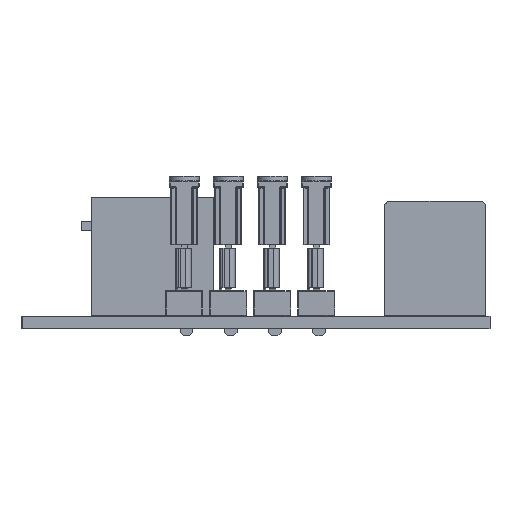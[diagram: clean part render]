
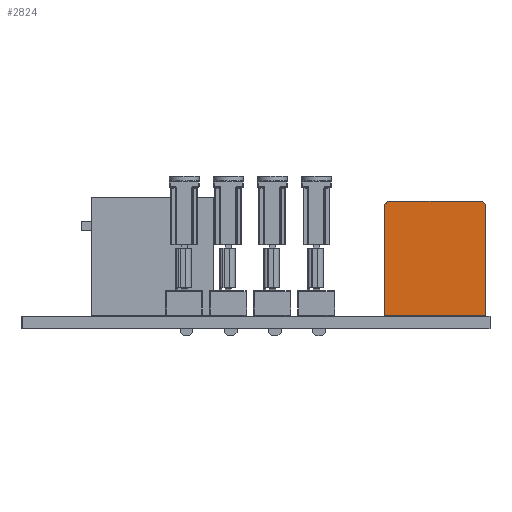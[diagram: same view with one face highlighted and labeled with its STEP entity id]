
A CAD part, front view. The second image highlights one B-rep face of the part: STEP entity #2824.
In plain terms, the highlighted free-form (B-spline) face has degree [1, 1] with [2, 2] control points.
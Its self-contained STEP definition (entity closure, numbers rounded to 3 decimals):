
#1143 = B_SPLINE_SURFACE_WITH_KNOTS('',1,1,(
    (#1144,#1145)
    ,(#1146,#1147
    )),.UNSPECIFIED.,.F.,.F.,.F.,(2,2),(2,2),(-10.,10.),(-8.05,8.05),
  .PIECEWISE_BEZIER_KNOTS.);
#1144 = CARTESIAN_POINT('',(0.,0.,0.));
#1145 = CARTESIAN_POINT('',(0.,12.88,0.));
#1146 = CARTESIAN_POINT('',(16.,0.,0.));
#1147 = CARTESIAN_POINT('',(16.,12.88,0.));
#1178 = VERTEX_POINT('',#1179);
#1179 = CARTESIAN_POINT('',(0.,12.88,0.));
#1191 = B_SPLINE_SURFACE_WITH_KNOTS('',1,1,(
    (#1192,#1193)
    ,(#1194,#1195
    )),.UNSPECIFIED.,.F.,.F.,.F.,(2,2),(2,2),(-18.2,-1.),(-10.,-8.6),
  .PIECEWISE_BEZIER_KNOTS.);
#1192 = CARTESIAN_POINT('',(0.,12.88,0.));
#1193 = CARTESIAN_POINT('',(1.12,12.88,0.));
#1194 = CARTESIAN_POINT('',(0.,12.88,13.76));
#1195 = CARTESIAN_POINT('',(1.12,12.88,13.76));
#1202 = EDGE_CURVE('',#1203,#1178,#1205,.T.);
#1203 = VERTEX_POINT('',#1204);
#1204 = CARTESIAN_POINT('',(0.,0.,0.));
#1205 = SURFACE_CURVE('',#1206,(#1209,#1215),.PCURVE_S1.);
#1206 = B_SPLINE_CURVE_WITH_KNOTS('',1,(#1207,#1208),.UNSPECIFIED.,.F.,
  .F.,(2,2),(-8.05,8.05),.PIECEWISE_BEZIER_KNOTS.);
#1207 = CARTESIAN_POINT('',(0.,0.,0.));
#1208 = CARTESIAN_POINT('',(0.,12.88,0.));
#1209 = PCURVE('',#1143,#1210);
#1210 = DEFINITIONAL_REPRESENTATION('',(#1211),#1214);
#1211 = B_SPLINE_CURVE_WITH_KNOTS('',1,(#1212,#1213),.UNSPECIFIED.,.F.,
  .F.,(2,2),(-8.05,8.05),.PIECEWISE_BEZIER_KNOTS.);
#1212 = CARTESIAN_POINT('',(-10.,-8.05));
#1213 = CARTESIAN_POINT('',(-10.,8.05));
#1214 = ( GEOMETRIC_REPRESENTATION_CONTEXT(2) 
PARAMETRIC_REPRESENTATION_CONTEXT() REPRESENTATION_CONTEXT('2D SPACE',''
  ) );
#1215 = PCURVE('',#1216,#1221);
#1216 = B_SPLINE_SURFACE_WITH_KNOTS('',1,1,(
    (#1217,#1218)
    ,(#1219,#1220
    )),.UNSPECIFIED.,.F.,.F.,.F.,(2,2),(2,2),(-18.2,0.),(-8.05,8.05),
  .PIECEWISE_BEZIER_KNOTS.);
#1217 = CARTESIAN_POINT('',(0.,0.,0.));
#1218 = CARTESIAN_POINT('',(0.,12.88,0.));
#1219 = CARTESIAN_POINT('',(0.,0.,14.56));
#1220 = CARTESIAN_POINT('',(0.,12.88,14.56));
#1221 = DEFINITIONAL_REPRESENTATION('',(#1222),#1225);
#1222 = B_SPLINE_CURVE_WITH_KNOTS('',1,(#1223,#1224),.UNSPECIFIED.,.F.,
  .F.,(2,2),(-8.05,8.05),.PIECEWISE_BEZIER_KNOTS.);
#1223 = CARTESIAN_POINT('',(-18.2,-8.05));
#1224 = CARTESIAN_POINT('',(-18.2,8.05));
#1225 = ( GEOMETRIC_REPRESENTATION_CONTEXT(2) 
PARAMETRIC_REPRESENTATION_CONTEXT() REPRESENTATION_CONTEXT('2D SPACE',''
  ) );
#1241 = B_SPLINE_SURFACE_WITH_KNOTS('',1,1,(
    (#1242,#1243)
    ,(#1244,#1245
    )),.UNSPECIFIED.,.F.,.F.,.F.,(2,2),(2,2),(-18.2,-1.),(-10.,-8.6),
  .PIECEWISE_BEZIER_KNOTS.);
#1242 = CARTESIAN_POINT('',(0.,0.,0.));
#1243 = CARTESIAN_POINT('',(1.12,0.,0.));
#1244 = CARTESIAN_POINT('',(0.,0.,13.76));
#1245 = CARTESIAN_POINT('',(1.12,0.,13.76));
#1682 = B_SPLINE_SURFACE_WITH_KNOTS('',1,1,(
    (#1683,#1684)
    ,(#1685,#1686
    )),.UNSPECIFIED.,.F.,.F.,.F.,(2,2),(2,2),(-10.,-8.6),(-7.05,7.05),
  .PIECEWISE_BEZIER_KNOTS.);
#1683 = CARTESIAN_POINT('',(0.,0.8,14.56));
#1684 = CARTESIAN_POINT('',(0.,12.08,14.56));
#1685 = CARTESIAN_POINT('',(1.12,0.8,14.56));
#1686 = CARTESIAN_POINT('',(1.12,12.08,14.56));
#1709 = ( BOUNDED_SURFACE() B_SPLINE_SURFACE(2,1,(
    (#1710,#1711)
    ,(#1712,#1713)
    ,(#1714,#1715
)),.UNSPECIFIED.,.F.,.F.,.F.) B_SPLINE_SURFACE_WITH_KNOTS((3,3),(2,2),(
    3.142,4.712),(8.6,10.),.PIECEWISE_BEZIER_KNOTS.) 
GEOMETRIC_REPRESENTATION_ITEM() RATIONAL_B_SPLINE_SURFACE((
    (1.,1.)
    ,(0.707,0.707)
,(1.,1.))) REPRESENTATION_ITEM('') SURFACE() );
#1710 = CARTESIAN_POINT('',(1.12,12.08,14.56));
#1711 = CARTESIAN_POINT('',(0.,12.08,14.56));
#1712 = CARTESIAN_POINT('',(1.12,12.88,14.56));
#1713 = CARTESIAN_POINT('',(0.,12.88,14.56));
#1714 = CARTESIAN_POINT('',(1.12,12.88,13.76));
#1715 = CARTESIAN_POINT('',(0.,12.88,13.76));
#1797 = ( BOUNDED_SURFACE() B_SPLINE_SURFACE(2,1,(
    (#1798,#1799)
    ,(#1800,#1801)
    ,(#1802,#1803
)),.UNSPECIFIED.,.F.,.F.,.F.) B_SPLINE_SURFACE_WITH_KNOTS((3,3),(2,2),(
    0.,1.571),(-10.,-8.6),.PIECEWISE_BEZIER_KNOTS.) 
GEOMETRIC_REPRESENTATION_ITEM() RATIONAL_B_SPLINE_SURFACE((
    (1.,1.)
    ,(0.707,0.707)
,(1.,1.))) REPRESENTATION_ITEM('') SURFACE() );
#1798 = CARTESIAN_POINT('',(0.,0.8,14.56));
#1799 = CARTESIAN_POINT('',(1.12,0.8,14.56));
#1800 = CARTESIAN_POINT('',(0.,0.,14.56));
#1801 = CARTESIAN_POINT('',(1.12,0.,14.56));
#1802 = CARTESIAN_POINT('',(0.,0.,13.76));
#1803 = CARTESIAN_POINT('',(1.12,0.,13.76));
#1964 = EDGE_CURVE('',#1965,#1178,#1967,.T.);
#1965 = VERTEX_POINT('',#1966);
#1966 = CARTESIAN_POINT('',(0.,12.88,13.76));
#1967 = SURFACE_CURVE('',#1968,(#1971,#1977),.PCURVE_S1.);
#1968 = B_SPLINE_CURVE_WITH_KNOTS('',1,(#1969,#1970),.UNSPECIFIED.,.F.,
  .F.,(2,2),(1.,18.2),.PIECEWISE_BEZIER_KNOTS.);
#1969 = CARTESIAN_POINT('',(0.,12.88,13.76));
#1970 = CARTESIAN_POINT('',(0.,12.88,0.));
#1971 = PCURVE('',#1191,#1972);
#1972 = DEFINITIONAL_REPRESENTATION('',(#1973),#1976);
#1973 = B_SPLINE_CURVE_WITH_KNOTS('',1,(#1974,#1975),.UNSPECIFIED.,.F.,
  .F.,(2,2),(1.,18.2),.PIECEWISE_BEZIER_KNOTS.);
#1974 = CARTESIAN_POINT('',(-1.,-10.));
#1975 = CARTESIAN_POINT('',(-18.2,-10.));
#1976 = ( GEOMETRIC_REPRESENTATION_CONTEXT(2) 
PARAMETRIC_REPRESENTATION_CONTEXT() REPRESENTATION_CONTEXT('2D SPACE',''
  ) );
#1977 = PCURVE('',#1216,#1978);
#1978 = DEFINITIONAL_REPRESENTATION('',(#1979),#1982);
#1979 = B_SPLINE_CURVE_WITH_KNOTS('',1,(#1980,#1981),.UNSPECIFIED.,.F.,
  .F.,(2,2),(1.,18.2),.PIECEWISE_BEZIER_KNOTS.);
#1980 = CARTESIAN_POINT('',(-1.,8.05));
#1981 = CARTESIAN_POINT('',(-18.2,8.05));
#1982 = ( GEOMETRIC_REPRESENTATION_CONTEXT(2) 
PARAMETRIC_REPRESENTATION_CONTEXT() REPRESENTATION_CONTEXT('2D SPACE',''
  ) );
#2388 = EDGE_CURVE('',#2389,#1203,#2391,.T.);
#2389 = VERTEX_POINT('',#2390);
#2390 = CARTESIAN_POINT('',(0.,0.,13.76));
#2391 = SURFACE_CURVE('',#2392,(#2395,#2401),.PCURVE_S1.);
#2392 = B_SPLINE_CURVE_WITH_KNOTS('',1,(#2393,#2394),.UNSPECIFIED.,.F.,
  .F.,(2,2),(1.,18.2),.PIECEWISE_BEZIER_KNOTS.);
#2393 = CARTESIAN_POINT('',(0.,0.,13.76));
#2394 = CARTESIAN_POINT('',(0.,0.,0.));
#2395 = PCURVE('',#1241,#2396);
#2396 = DEFINITIONAL_REPRESENTATION('',(#2397),#2400);
#2397 = B_SPLINE_CURVE_WITH_KNOTS('',1,(#2398,#2399),.UNSPECIFIED.,.F.,
  .F.,(2,2),(1.,18.2),.PIECEWISE_BEZIER_KNOTS.);
#2398 = CARTESIAN_POINT('',(-1.,-10.));
#2399 = CARTESIAN_POINT('',(-18.2,-10.));
#2400 = ( GEOMETRIC_REPRESENTATION_CONTEXT(2) 
PARAMETRIC_REPRESENTATION_CONTEXT() REPRESENTATION_CONTEXT('2D SPACE',''
  ) );
#2401 = PCURVE('',#1216,#2402);
#2402 = DEFINITIONAL_REPRESENTATION('',(#2403),#2406);
#2403 = B_SPLINE_CURVE_WITH_KNOTS('',1,(#2404,#2405),.UNSPECIFIED.,.F.,
  .F.,(2,2),(1.,18.2),.PIECEWISE_BEZIER_KNOTS.);
#2404 = CARTESIAN_POINT('',(-1.,-8.05));
#2405 = CARTESIAN_POINT('',(-18.2,-8.05));
#2406 = ( GEOMETRIC_REPRESENTATION_CONTEXT(2) 
PARAMETRIC_REPRESENTATION_CONTEXT() REPRESENTATION_CONTEXT('2D SPACE',''
  ) );
#2766 = VERTEX_POINT('',#2767);
#2767 = CARTESIAN_POINT('',(0.,12.08,14.56));
#2786 = EDGE_CURVE('',#2787,#2766,#2789,.T.);
#2787 = VERTEX_POINT('',#2788);
#2788 = CARTESIAN_POINT('',(0.,0.8,14.56));
#2789 = SURFACE_CURVE('',#2790,(#2793,#2799),.PCURVE_S1.);
#2790 = B_SPLINE_CURVE_WITH_KNOTS('',1,(#2791,#2792),.UNSPECIFIED.,.F.,
  .F.,(2,2),(-7.05,7.05),.PIECEWISE_BEZIER_KNOTS.);
#2791 = CARTESIAN_POINT('',(0.,0.8,14.56));
#2792 = CARTESIAN_POINT('',(0.,12.08,14.56));
#2793 = PCURVE('',#1682,#2794);
#2794 = DEFINITIONAL_REPRESENTATION('',(#2795),#2798);
#2795 = B_SPLINE_CURVE_WITH_KNOTS('',1,(#2796,#2797),.UNSPECIFIED.,.F.,
  .F.,(2,2),(-7.05,7.05),.PIECEWISE_BEZIER_KNOTS.);
#2796 = CARTESIAN_POINT('',(-10.,-7.05));
#2797 = CARTESIAN_POINT('',(-10.,7.05));
#2798 = ( GEOMETRIC_REPRESENTATION_CONTEXT(2) 
PARAMETRIC_REPRESENTATION_CONTEXT() REPRESENTATION_CONTEXT('2D SPACE',''
  ) );
#2799 = PCURVE('',#1216,#2800);
#2800 = DEFINITIONAL_REPRESENTATION('',(#2801),#2804);
#2801 = B_SPLINE_CURVE_WITH_KNOTS('',1,(#2802,#2803),.UNSPECIFIED.,.F.,
  .F.,(2,2),(-7.05,7.05),.PIECEWISE_BEZIER_KNOTS.);
#2802 = CARTESIAN_POINT('',(0.,-7.05));
#2803 = CARTESIAN_POINT('',(0.,7.05));
#2804 = ( GEOMETRIC_REPRESENTATION_CONTEXT(2) 
PARAMETRIC_REPRESENTATION_CONTEXT() REPRESENTATION_CONTEXT('2D SPACE',''
  ) );
#2824 = ADVANCED_FACE('',(#2825),#1216,.T.);
#2825 = FACE_BOUND('',#2826,.T.);
#2826 = EDGE_LOOP('',(#2827,#2828,#2849,#2850,#2871,#2872));
#2827 = ORIENTED_EDGE('',*,*,#2388,.F.);
#2828 = ORIENTED_EDGE('',*,*,#2829,.T.);
#2829 = EDGE_CURVE('',#2389,#2787,#2830,.T.);
#2830 = SURFACE_CURVE('',#2831,(#2835,#2842),.PCURVE_S1.);
#2831 = ( BOUNDED_CURVE() B_SPLINE_CURVE(2,(#2832,#2833,#2834),
.UNSPECIFIED.,.F.,.F.) B_SPLINE_CURVE_WITH_KNOTS((3,3),(4.712,
6.283),.PIECEWISE_BEZIER_KNOTS.) CURVE() 
GEOMETRIC_REPRESENTATION_ITEM() RATIONAL_B_SPLINE_CURVE((1.,
0.707,1.)) REPRESENTATION_ITEM('') );
#2832 = CARTESIAN_POINT('',(0.,0.,13.76));
#2833 = CARTESIAN_POINT('',(0.,0.,14.56));
#2834 = CARTESIAN_POINT('',(0.,0.8,14.56));
#2835 = PCURVE('',#1216,#2836);
#2836 = DEFINITIONAL_REPRESENTATION('',(#2837),#2841);
#2837 = ( BOUNDED_CURVE() B_SPLINE_CURVE(2,(#2838,#2839,#2840),
.UNSPECIFIED.,.F.,.F.) B_SPLINE_CURVE_WITH_KNOTS((3,3),(4.712,
6.283),.PIECEWISE_BEZIER_KNOTS.) CURVE() 
GEOMETRIC_REPRESENTATION_ITEM() RATIONAL_B_SPLINE_CURVE((1.,
0.707,1.)) REPRESENTATION_ITEM('') );
#2838 = CARTESIAN_POINT('',(-1.,-8.05));
#2839 = CARTESIAN_POINT('',(0.,-8.05));
#2840 = CARTESIAN_POINT('',(0.,-7.05));
#2841 = ( GEOMETRIC_REPRESENTATION_CONTEXT(2) 
PARAMETRIC_REPRESENTATION_CONTEXT() REPRESENTATION_CONTEXT('2D SPACE',''
  ) );
#2842 = PCURVE('',#1797,#2843);
#2843 = DEFINITIONAL_REPRESENTATION('',(#2844),#2848);
#2844 = B_SPLINE_CURVE_WITH_KNOTS('',2,(#2845,#2846,#2847),
  .UNSPECIFIED.,.F.,.F.,(3,3),(4.712,6.283),
  .PIECEWISE_BEZIER_KNOTS.);
#2845 = CARTESIAN_POINT('',(1.571,-10.));
#2846 = CARTESIAN_POINT('',(0.785,-10.));
#2847 = CARTESIAN_POINT('',(0.,-10.));
#2848 = ( GEOMETRIC_REPRESENTATION_CONTEXT(2) 
PARAMETRIC_REPRESENTATION_CONTEXT() REPRESENTATION_CONTEXT('2D SPACE',''
  ) );
#2849 = ORIENTED_EDGE('',*,*,#2786,.T.);
#2850 = ORIENTED_EDGE('',*,*,#2851,.T.);
#2851 = EDGE_CURVE('',#2766,#1965,#2852,.T.);
#2852 = SURFACE_CURVE('',#2853,(#2857,#2864),.PCURVE_S1.);
#2853 = ( BOUNDED_CURVE() B_SPLINE_CURVE(2,(#2854,#2855,#2856),
.UNSPECIFIED.,.F.,.F.) B_SPLINE_CURVE_WITH_KNOTS((3,3),(0.,
1.571),.PIECEWISE_BEZIER_KNOTS.) CURVE() 
GEOMETRIC_REPRESENTATION_ITEM() RATIONAL_B_SPLINE_CURVE((1.,
0.707,1.)) REPRESENTATION_ITEM('') );
#2854 = CARTESIAN_POINT('',(0.,12.08,14.56));
#2855 = CARTESIAN_POINT('',(0.,12.88,14.56));
#2856 = CARTESIAN_POINT('',(0.,12.88,13.76));
#2857 = PCURVE('',#1216,#2858);
#2858 = DEFINITIONAL_REPRESENTATION('',(#2859),#2863);
#2859 = ( BOUNDED_CURVE() B_SPLINE_CURVE(2,(#2860,#2861,#2862),
.UNSPECIFIED.,.F.,.F.) B_SPLINE_CURVE_WITH_KNOTS((3,3),(0.,
1.571),.PIECEWISE_BEZIER_KNOTS.) CURVE() 
GEOMETRIC_REPRESENTATION_ITEM() RATIONAL_B_SPLINE_CURVE((1.,
0.707,1.)) REPRESENTATION_ITEM('') );
#2860 = CARTESIAN_POINT('',(0.,7.05));
#2861 = CARTESIAN_POINT('',(0.,8.05));
#2862 = CARTESIAN_POINT('',(-1.,8.05));
#2863 = ( GEOMETRIC_REPRESENTATION_CONTEXT(2) 
PARAMETRIC_REPRESENTATION_CONTEXT() REPRESENTATION_CONTEXT('2D SPACE',''
  ) );
#2864 = PCURVE('',#1709,#2865);
#2865 = DEFINITIONAL_REPRESENTATION('',(#2866),#2870);
#2866 = B_SPLINE_CURVE_WITH_KNOTS('',2,(#2867,#2868,#2869),
  .UNSPECIFIED.,.F.,.F.,(3,3),(0.,1.571),
  .PIECEWISE_BEZIER_KNOTS.);
#2867 = CARTESIAN_POINT('',(3.142,10.));
#2868 = CARTESIAN_POINT('',(3.927,10.));
#2869 = CARTESIAN_POINT('',(4.712,10.));
#2870 = ( GEOMETRIC_REPRESENTATION_CONTEXT(2) 
PARAMETRIC_REPRESENTATION_CONTEXT() REPRESENTATION_CONTEXT('2D SPACE',''
  ) );
#2871 = ORIENTED_EDGE('',*,*,#1964,.T.);
#2872 = ORIENTED_EDGE('',*,*,#1202,.F.);
